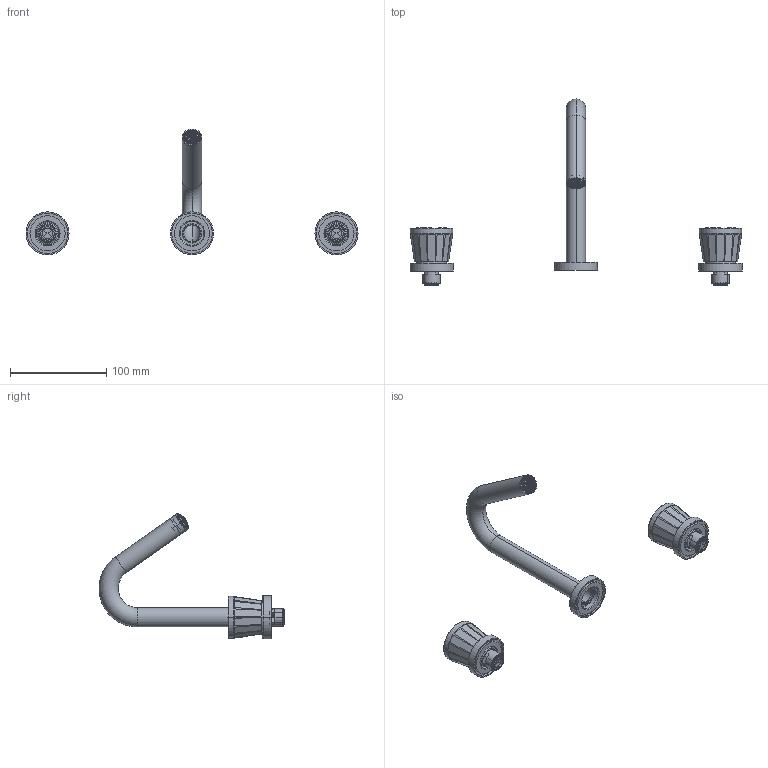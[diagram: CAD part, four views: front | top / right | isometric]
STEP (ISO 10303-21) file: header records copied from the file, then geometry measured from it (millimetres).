
FILE_DESCRIPTION((''),'2;1');
FILE_NAME('OIELLT066RO_ASM','2025-10-16T14:55:52',('Administrator'),(''),'CREO PARAMETRIC BY PTC INC, 2024493','CREO PARAMETRIC BY PTC INC, 2024493','');
FILE_SCHEMA(('CONFIG_CONTROL_DESIGN','SHAPE_APPEARANCE_LAYERS_GROUPS'));
Length unit declared in the file: millimetre
Products named in the file (9): OIBR00323; OICT00089; OIAR00087; OIVN00002; OIBR00096; OIBR00950; OIVT00052; OIAQ00013; OIELLT066RO_ASM
Assembly tree (13 placements, depth 2):
  OIELLT066RO_ASM
    OIBR00323
    OICT00089
    OIAR00087
    OIVN00002  x2
    OIBR00096  x2
    OIBR00950  x2
    OIVT00052  x2
    OIAQ00013  x2
Bounding box: 344.7 x 193.11 x 130.54 mm (x, y, z)
Volume: 113666.2 mm3; surface area: 91280 mm2
Topology: 15 solids, 22 shells, 1213 faces, 3196 edges, 2028 vertices
Faces by surface type: plane 522, cylinder 481, cone 136, torus 48, bspline 16, sphere 10
Entity records: 32185 total; most frequent: CARTESIAN_POINT 7760, ORIENTED_EDGE 4030, DIRECTION 3944, EDGE_CURVE 2025, AXIS2_PLACEMENT_3D 1568, VERTEX_POINT 1298, PRESENTATION_STYLE_ASSIGNMENT 1066, STYLED_ITEM 1066
